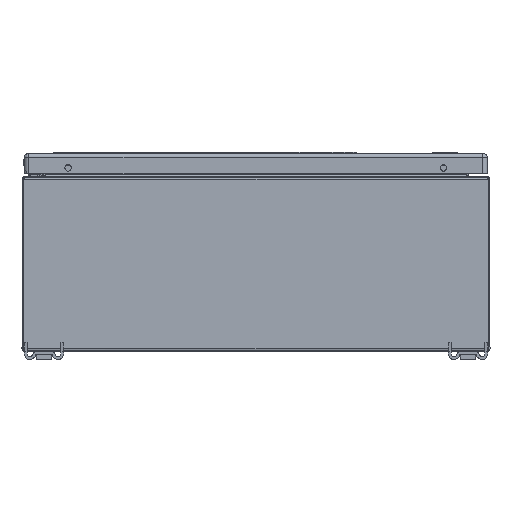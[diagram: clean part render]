
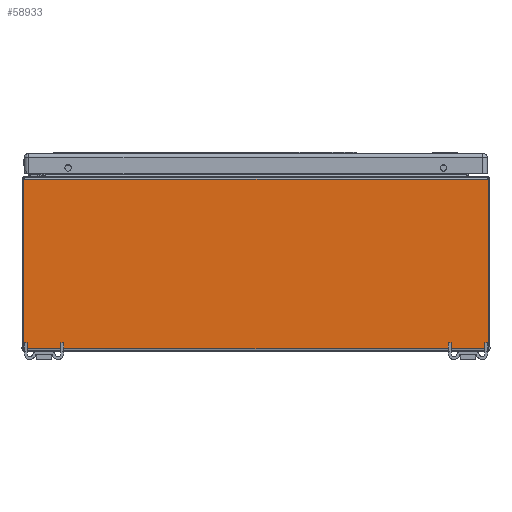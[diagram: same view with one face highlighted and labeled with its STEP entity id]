
A CAD part, front view. The second image highlights one B-rep face of the part: STEP entity #58933.
In plain terms, the highlighted planar face has unit normal (0, -1, 0).
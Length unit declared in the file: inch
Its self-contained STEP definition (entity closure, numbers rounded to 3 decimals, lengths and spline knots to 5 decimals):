
#8169 = EDGE_CURVE ( 'NONE', #130608, #106638, #127412, .T. ) ;
#10286 = CARTESIAN_POINT ( 'NONE',  ( 107.505, -10.001, 0.106 ) ) ;
#14270 = DIRECTION ( 'NONE',  ( 0., 1., 0. ) ) ;
#26825 = EDGE_LOOP ( 'NONE', ( #131693, #99472, #142245, #132708 ) ) ;
#27244 = DIRECTION ( 'NONE',  ( 0., 0., 1. ) ) ;
#32109 = FACE_OUTER_BOUND ( 'NONE', #26825, .T. ) ;
#36469 = CARTESIAN_POINT ( 'NONE',  ( -7.94793, -10.001, 0.106 ) ) ;
#43465 = CARTESIAN_POINT ( 'NONE',  ( 107.505, -10.001, 5.89 ) ) ;
#50794 = CARTESIAN_POINT ( 'NONE',  ( -7.94793, -10.001, 5.89 ) ) ;
#55442 = LINE ( 'NONE', #10286, #169186 ) ;
#58933 = ADVANCED_FACE ( 'NONE', ( #32109 ), #131193, .F. ) ;
#69149 = CARTESIAN_POINT ( 'NONE',  ( 7.94793, -10.001, 0.106 ) ) ;
#72598 = CARTESIAN_POINT ( 'NONE',  ( 107.505, -10.001, 5.89 ) ) ;
#79656 = DIRECTION ( 'NONE',  ( 0., 0., 1. ) ) ;
#88104 = DIRECTION ( 'NONE',  ( 1., 0., 0. ) ) ;
#93991 = CARTESIAN_POINT ( 'NONE',  ( 7.94793, -10.001, 5.89 ) ) ;
#94190 = LINE ( 'NONE', #93991, #147714 ) ;
#99472 = ORIENTED_EDGE ( 'NONE', *, *, #156864, .T. ) ;
#102818 = VERTEX_POINT ( 'NONE', #156099 ) ;
#106638 = VERTEX_POINT ( 'NONE', #140144 ) ;
#112859 = VECTOR ( 'NONE', #88104, 39.37008 ) ;
#124210 = DIRECTION ( 'NONE',  ( 0., 0., 1. ) ) ;
#127412 = LINE ( 'NONE', #50794, #171520 ) ;
#130608 = VERTEX_POINT ( 'NONE', #36469 ) ;
#130901 = EDGE_CURVE ( 'NONE', #171658, #130608, #55442, .T. ) ;
#131193 = PLANE ( 'NONE',  #177808 ) ;
#131693 = ORIENTED_EDGE ( 'NONE', *, *, #130901, .F. ) ;
#132708 = ORIENTED_EDGE ( 'NONE', *, *, #8169, .F. ) ;
#140144 = CARTESIAN_POINT ( 'NONE',  ( -7.94793, -10.001, 5.89 ) ) ;
#142245 = ORIENTED_EDGE ( 'NONE', *, *, #152911, .F. ) ;
#145347 = DIRECTION ( 'NONE',  ( -1., 0., 0. ) ) ;
#147714 = VECTOR ( 'NONE', #79656, 39.37008 ) ;
#152911 = EDGE_CURVE ( 'NONE', #106638, #102818, #166351, .T. ) ;
#156099 = CARTESIAN_POINT ( 'NONE',  ( 7.94793, -10.001, 5.89 ) ) ;
#156864 = EDGE_CURVE ( 'NONE', #171658, #102818, #94190, .T. ) ;
#166351 = LINE ( 'NONE', #72598, #112859 ) ;
#169186 = VECTOR ( 'NONE', #145347, 39.37008 ) ;
#171520 = VECTOR ( 'NONE', #124210, 39.37008 ) ;
#171658 = VERTEX_POINT ( 'NONE', #69149 ) ;
#177808 = AXIS2_PLACEMENT_3D ( 'NONE', #43465, #14270, #27244 ) ;
